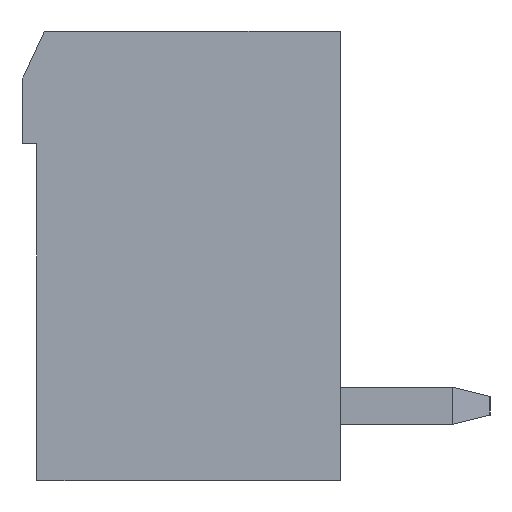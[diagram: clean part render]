
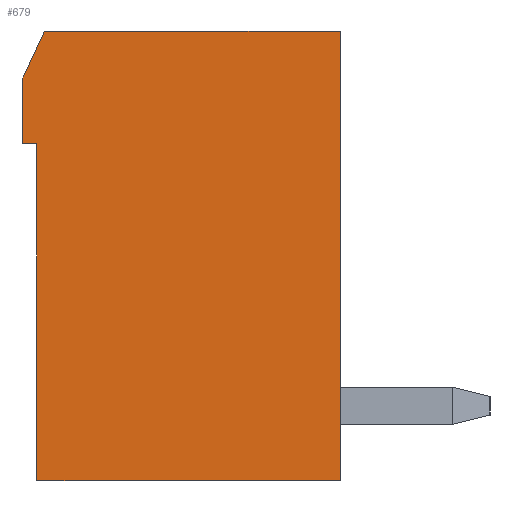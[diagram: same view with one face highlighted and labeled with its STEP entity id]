
A CAD part, left-side view. The second image highlights one B-rep face of the part: STEP entity #679.
In plain terms, the highlighted planar face has unit normal (-1, 0, 0).
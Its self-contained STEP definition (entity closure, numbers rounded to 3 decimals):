
#679 = ADVANCED_FACE( '', ( #1419 ), #1420, .F. );
#1419 = FACE_OUTER_BOUND( '', #2234, .T. );
#1420 = PLANE( '', #2235 );
#2234 = EDGE_LOOP( '', ( #4003, #4004, #4005, #4006, #4007, #4008, #4009 ) );
#2235 = AXIS2_PLACEMENT_3D( '', #4010, #4011, #4012 );
#4003 = ORIENTED_EDGE( '', *, *, #5510, .F. );
#4004 = ORIENTED_EDGE( '', *, *, #5625, .F. );
#4005 = ORIENTED_EDGE( '', *, *, #5429, .F. );
#4006 = ORIENTED_EDGE( '', *, *, #5270, .F. );
#4007 = ORIENTED_EDGE( '', *, *, #4978, .F. );
#4008 = ORIENTED_EDGE( '', *, *, #5077, .F. );
#4009 = ORIENTED_EDGE( '', *, *, #5461, .F. );
#4010 = CARTESIAN_POINT( '', ( -17.5, 0., 0. ) );
#4011 = DIRECTION( '', ( 1., 0., 0. ) );
#4012 = DIRECTION( '', ( 0., 0., -1. ) );
#4978 = EDGE_CURVE( '', #5932, #5928, #5934, .T. );
#5077 = EDGE_CURVE( '', #6110, #5932, #6112, .T. );
#5270 = EDGE_CURVE( '', #5928, #6437, #6439, .T. );
#5429 = EDGE_CURVE( '', #6437, #6695, #6696, .T. );
#5461 = EDGE_CURVE( '', #6741, #6110, #6743, .T. );
#5510 = EDGE_CURVE( '', #6812, #6741, #6814, .T. );
#5625 = EDGE_CURVE( '', #6695, #6812, #6976, .T. );
#5928 = VERTEX_POINT( '', #7338 );
#5932 = VERTEX_POINT( '', #7344 );
#5934 = LINE( '', #7347, #7348 );
#6110 = VERTEX_POINT( '', #7595 );
#6112 = LINE( '', #7598, #7599 );
#6437 = VERTEX_POINT( '', #8107 );
#6439 = LINE( '', #8110, #8111 );
#6695 = VERTEX_POINT( '', #8586 );
#6696 = LINE( '', #8587, #8588 );
#6741 = VERTEX_POINT( '', #8657 );
#6743 = LINE( '', #8660, #8661 );
#6812 = VERTEX_POINT( '', #8766 );
#6814 = LINE( '', #8769, #8770 );
#6976 = LINE( '', #9109, #9110 );
#7338 = CARTESIAN_POINT( '', ( -17.5, 3.85, 3. ) );
#7344 = CARTESIAN_POINT( '', ( -17.5, 3.85, -6. ) );
#7347 = CARTESIAN_POINT( '', ( -17.5, 3.85, -6. ) );
#7348 = VECTOR( '', #9591, 1000. );
#7595 = CARTESIAN_POINT( '', ( -17.5, -4.25, -6. ) );
#7598 = CARTESIAN_POINT( '', ( -17.5, -4.25, -6. ) );
#7599 = VECTOR( '', #9697, 1000. );
#8107 = CARTESIAN_POINT( '', ( -17.5, 4.25, 3. ) );
#8110 = CARTESIAN_POINT( '', ( -17.5, 3.85, 3. ) );
#8111 = VECTOR( '', #9876, 1000. );
#8586 = CARTESIAN_POINT( '', ( -17.5, 4.25, 4.7 ) );
#8587 = CARTESIAN_POINT( '', ( -17.5, 4.25, 3. ) );
#8588 = VECTOR( '', #10018, 1000. );
#8657 = CARTESIAN_POINT( '', ( -17.5, -4.25, 6. ) );
#8660 = CARTESIAN_POINT( '', ( -17.5, -4.25, 6. ) );
#8661 = VECTOR( '', #10044, 1000. );
#8766 = CARTESIAN_POINT( '', ( -17.5, 3.65, 6. ) );
#8769 = CARTESIAN_POINT( '', ( -17.5, 3.65, 6. ) );
#8770 = VECTOR( '', #10085, 1000. );
#9109 = CARTESIAN_POINT( '', ( -17.5, 4.25, 4.7 ) );
#9110 = VECTOR( '', #10176, 1000. );
#9591 = DIRECTION( '', ( 0., 0., 1. ) );
#9697 = DIRECTION( '', ( 0., 1., 0. ) );
#9876 = DIRECTION( '', ( 0., 1., 0. ) );
#10018 = DIRECTION( '', ( 0., 0., 1. ) );
#10044 = DIRECTION( '', ( 0., 0., -1. ) );
#10085 = DIRECTION( '', ( 0., -1., 0. ) );
#10176 = DIRECTION( '', ( 0., -0.419, 0.908 ) );
